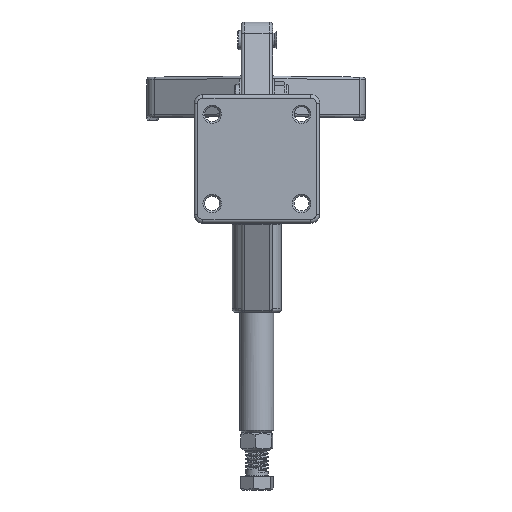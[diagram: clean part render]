
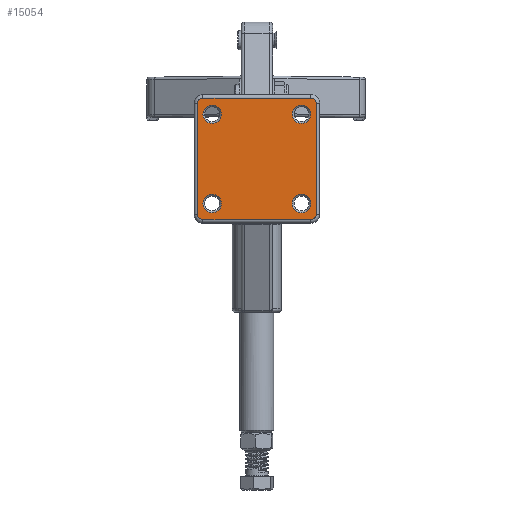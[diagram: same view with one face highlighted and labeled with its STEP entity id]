
A CAD part, front view. The second image highlights one B-rep face of the part: STEP entity #15054.
In plain terms, the highlighted planar face has unit normal (0, -1, 0).
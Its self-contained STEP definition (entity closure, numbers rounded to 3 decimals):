
#112 = CARTESIAN_POINT ( 'NONE',  ( -35.7, 0., 73.2 ) ) ;
#347 = CARTESIAN_POINT ( 'NONE',  ( -33.7, 0., 68.2 ) ) ;
#667 = CARTESIAN_POINT ( 'NONE',  ( 25.4, 0., 11.2 ) ) ;
#809 = AXIS2_PLACEMENT_3D ( 'NONE', #58437, #22872, #64405 ) ;
#1295 = CARTESIAN_POINT ( 'NONE',  ( 30.7, 0., 71.2 ) ) ;
#2920 = CIRCLE ( 'NONE', #31243, 5.25 ) ;
#3558 = DIRECTION ( 'NONE',  ( 0., 1., 0. ) ) ;
#5759 = DIRECTION ( 'NONE',  ( 0., -1., 0. ) ) ;
#6050 = DIRECTION ( 'NONE',  ( 0., 0., 1. ) ) ;
#6544 = FACE_BOUND ( 'NONE', #30083, .T. ) ;
#6606 = DIRECTION ( 'NONE',  ( 0., 0., 1. ) ) ;
#6928 = VERTEX_POINT ( 'NONE', #34641 ) ;
#7052 = DIRECTION ( 'NONE',  ( 0., 1., 0. ) ) ;
#7844 = EDGE_CURVE ( 'NONE', #11543, #44391, #19481, .T. ) ;
#9136 = CARTESIAN_POINT ( 'NONE',  ( 25.4, 0., 67.25 ) ) ;
#9610 = CARTESIAN_POINT ( 'NONE',  ( -30.7, 0., 5. ) ) ;
#10383 = CARTESIAN_POINT ( 'NONE',  ( -25.4, 0., 67.25 ) ) ;
#10541 = LINE ( 'NONE', #60926, #26465 ) ;
#10883 = EDGE_CURVE ( 'NONE', #21457, #70798, #14471, .T. ) ;
#11401 = CARTESIAN_POINT ( 'NONE',  ( -25.4, 0., 16.45 ) ) ;
#11543 = VERTEX_POINT ( 'NONE', #36993 ) ;
#12481 = ORIENTED_EDGE ( 'NONE', *, *, #23863, .T. ) ;
#12547 = DIRECTION ( 'NONE',  ( 0., -1., 0. ) ) ;
#13252 = EDGE_CURVE ( 'NONE', #39388, #69966, #60734, .T. ) ;
#13425 = CARTESIAN_POINT ( 'NONE',  ( -25.4, 0., 11.2 ) ) ;
#13609 = DIRECTION ( 'NONE',  ( 1., 0., 0. ) ) ;
#14471 = CIRCLE ( 'NONE', #38078, 5.25 ) ;
#14578 = EDGE_LOOP ( 'NONE', ( #45016, #46499 ) ) ;
#14685 = CARTESIAN_POINT ( 'NONE',  ( -30.7, 0., 68.2 ) ) ;
#14716 = DIRECTION ( 'NONE',  ( 0., 1., 0. ) ) ;
#15054 = ADVANCED_FACE ( 'NONE', ( #6544, #67955, #36395, #22416, #20547 ), #23849, .F. ) ;
#15607 = DIRECTION ( 'NONE',  ( 0., 0., 1. ) ) ;
#17293 = EDGE_CURVE ( 'NONE', #37225, #6928, #67404, .T. ) ;
#18094 = ORIENTED_EDGE ( 'NONE', *, *, #32621, .T. ) ;
#18323 = AXIS2_PLACEMENT_3D ( 'NONE', #32841, #74346, #38824 ) ;
#18916 = ORIENTED_EDGE ( 'NONE', *, *, #38610, .T. ) ;
#19175 = EDGE_CURVE ( 'NONE', #41322, #11543, #72755, .T. ) ;
#19419 = DIRECTION ( 'NONE',  ( 0., 0., 1. ) ) ;
#19481 = CIRCLE ( 'NONE', #22439, 3. ) ;
#20268 = AXIS2_PLACEMENT_3D ( 'NONE', #50345, #14716, #56314 ) ;
#20547 = FACE_OUTER_BOUND ( 'NONE', #70971, .T. ) ;
#20658 = CARTESIAN_POINT ( 'NONE',  ( 25.4, 0., 5.95 ) ) ;
#20681 = DIRECTION ( 'NONE',  ( 0., 0., 1. ) ) ;
#21178 = ORIENTED_EDGE ( 'NONE', *, *, #13252, .T. ) ;
#21243 = CARTESIAN_POINT ( 'NONE',  ( 25.4, 0., 56.75 ) ) ;
#21457 = VERTEX_POINT ( 'NONE', #36643 ) ;
#21892 = ORIENTED_EDGE ( 'NONE', *, *, #49852, .T. ) ;
#22416 = FACE_BOUND ( 'NONE', #63592, .T. ) ;
#22439 = AXIS2_PLACEMENT_3D ( 'NONE', #14685, #56279, #20681 ) ;
#22872 = DIRECTION ( 'NONE',  ( 0., 1., 0. ) ) ;
#23388 = CARTESIAN_POINT ( 'NONE',  ( 25.4, 0., 62. ) ) ;
#23461 = CARTESIAN_POINT ( 'NONE',  ( 33.7, 0., 73.2 ) ) ;
#23849 = PLANE ( 'NONE',  #69114 ) ;
#23863 = EDGE_CURVE ( 'NONE', #45844, #30623, #68540, .T. ) ;
#24434 = AXIS2_PLACEMENT_3D ( 'NONE', #42741, #7052, #48688 ) ;
#24595 = VECTOR ( 'NONE', #13609, 1000. ) ;
#24696 = CIRCLE ( 'NONE', #61349, 5.25 ) ;
#25392 = DIRECTION ( 'NONE',  ( 0., 0., -1. ) ) ;
#26400 = EDGE_CURVE ( 'NONE', #56703, #74623, #2920, .T. ) ;
#26465 = VECTOR ( 'NONE', #25392, 1000. ) ;
#26903 = EDGE_CURVE ( 'NONE', #6928, #37225, #59674, .T. ) ;
#27321 = EDGE_LOOP ( 'NONE', ( #21178, #18094 ) ) ;
#28619 = VECTOR ( 'NONE', #59011, 1000. ) ;
#29399 = DIRECTION ( 'NONE',  ( 0., 0., 1. ) ) ;
#29451 = EDGE_CURVE ( 'NONE', #70798, #21457, #77023, .T. ) ;
#30083 = EDGE_LOOP ( 'NONE', ( #56269, #61775 ) ) ;
#30623 = VERTEX_POINT ( 'NONE', #37862 ) ;
#31137 = CARTESIAN_POINT ( 'NONE',  ( 30.7, 0., 2. ) ) ;
#31243 = AXIS2_PLACEMENT_3D ( 'NONE', #39285, #3558, #45221 ) ;
#31744 = EDGE_CURVE ( 'NONE', #55885, #33137, #47988, .T. ) ;
#32621 = EDGE_CURVE ( 'NONE', #69966, #39388, #24696, .T. ) ;
#32841 = CARTESIAN_POINT ( 'NONE',  ( -25.4, 0., 62. ) ) ;
#33137 = VERTEX_POINT ( 'NONE', #65951 ) ;
#34641 = CARTESIAN_POINT ( 'NONE',  ( -25.4, 0., 56.75 ) ) ;
#34990 = DIRECTION ( 'NONE',  ( -1., 0., 0. ) ) ;
#36395 = FACE_BOUND ( 'NONE', #27321, .T. ) ;
#36643 = CARTESIAN_POINT ( 'NONE',  ( 25.4, 0., 16.45 ) ) ;
#36993 = CARTESIAN_POINT ( 'NONE',  ( -30.7, 0., 71.2 ) ) ;
#37225 = VERTEX_POINT ( 'NONE', #10383 ) ;
#37615 = AXIS2_PLACEMENT_3D ( 'NONE', #41450, #5759, #47409 ) ;
#37862 = CARTESIAN_POINT ( 'NONE',  ( 33.7, 0., 5. ) ) ;
#38078 = AXIS2_PLACEMENT_3D ( 'NONE', #667, #42303, #6606 ) ;
#38610 = EDGE_CURVE ( 'NONE', #65101, #41322, #41055, .T. ) ;
#38824 = DIRECTION ( 'NONE',  ( 0., 0., 1. ) ) ;
#39285 = CARTESIAN_POINT ( 'NONE',  ( 25.4, 0., 62. ) ) ;
#39388 = VERTEX_POINT ( 'NONE', #53939 ) ;
#41055 = CIRCLE ( 'NONE', #60850, 3. ) ;
#41322 = VERTEX_POINT ( 'NONE', #1295 ) ;
#41450 = CARTESIAN_POINT ( 'NONE',  ( 30.7, 0., 5. ) ) ;
#41746 = DIRECTION ( 'NONE',  ( 0., 1., 0. ) ) ;
#42303 = DIRECTION ( 'NONE',  ( 0., 1., 0. ) ) ;
#42741 = CARTESIAN_POINT ( 'NONE',  ( 25.4, 0., 11.2 ) ) ;
#43630 = CIRCLE ( 'NONE', #46086, 5.25 ) ;
#43879 = ORIENTED_EDGE ( 'NONE', *, *, #26903, .T. ) ;
#44368 = LINE ( 'NONE', #23461, #28619 ) ;
#44391 = VERTEX_POINT ( 'NONE', #347 ) ;
#45016 = ORIENTED_EDGE ( 'NONE', *, *, #29451, .T. ) ;
#45221 = DIRECTION ( 'NONE',  ( 0., 0., 1. ) ) ;
#45844 = VERTEX_POINT ( 'NONE', #31137 ) ;
#46086 = AXIS2_PLACEMENT_3D ( 'NONE', #23388, #64926, #29399 ) ;
#46499 = ORIENTED_EDGE ( 'NONE', *, *, #10883, .T. ) ;
#46758 = CARTESIAN_POINT ( 'NONE',  ( 33.7, 0., 68.2 ) ) ;
#47409 = DIRECTION ( 'NONE',  ( 0., 0., 1. ) ) ;
#47988 = CIRCLE ( 'NONE', #61795, 3. ) ;
#48176 = CARTESIAN_POINT ( 'NONE',  ( 30.7, 0., 68.2 ) ) ;
#48312 = ORIENTED_EDGE ( 'NONE', *, *, #31744, .T. ) ;
#48688 = DIRECTION ( 'NONE',  ( 0., 0., 1. ) ) ;
#48716 = CARTESIAN_POINT ( 'NONE',  ( 30.7, 0., 2. ) ) ;
#49852 = EDGE_CURVE ( 'NONE', #30623, #65101, #44368, .T. ) ;
#50345 = CARTESIAN_POINT ( 'NONE',  ( -25.4, 0., 62. ) ) ;
#50554 = ORIENTED_EDGE ( 'NONE', *, *, #7844, .T. ) ;
#51239 = DIRECTION ( 'NONE',  ( 0., -1., 0. ) ) ;
#53939 = CARTESIAN_POINT ( 'NONE',  ( -25.4, 0., 5.95 ) ) ;
#54158 = DIRECTION ( 'NONE',  ( 0., 0., 1. ) ) ;
#54589 = ORIENTED_EDGE ( 'NONE', *, *, #17293, .T. ) ;
#55036 = DIRECTION ( 'NONE',  ( 0., 1., 0. ) ) ;
#55885 = VERTEX_POINT ( 'NONE', #65530 ) ;
#56150 = LINE ( 'NONE', #48716, #24595 ) ;
#56269 = ORIENTED_EDGE ( 'NONE', *, *, #26400, .T. ) ;
#56279 = DIRECTION ( 'NONE',  ( 0., -1., 0. ) ) ;
#56314 = DIRECTION ( 'NONE',  ( 0., 0., 1. ) ) ;
#56703 = VERTEX_POINT ( 'NONE', #21243 ) ;
#56952 = VECTOR ( 'NONE', #34990, 1000. ) ;
#57871 = EDGE_CURVE ( 'NONE', #44391, #55885, #10541, .T. ) ;
#57908 = EDGE_CURVE ( 'NONE', #33137, #45844, #56150, .T. ) ;
#58437 = CARTESIAN_POINT ( 'NONE',  ( -25.4, 0., 11.2 ) ) ;
#58598 = ORIENTED_EDGE ( 'NONE', *, *, #57871, .T. ) ;
#59011 = DIRECTION ( 'NONE',  ( 0., 0., 1. ) ) ;
#59674 = CIRCLE ( 'NONE', #20268, 5.25 ) ;
#60734 = CIRCLE ( 'NONE', #809, 5.25 ) ;
#60850 = AXIS2_PLACEMENT_3D ( 'NONE', #48176, #12547, #54158 ) ;
#60926 = CARTESIAN_POINT ( 'NONE',  ( -33.7, 0., 73.2 ) ) ;
#61349 = AXIS2_PLACEMENT_3D ( 'NONE', #13425, #55036, #19419 ) ;
#61775 = ORIENTED_EDGE ( 'NONE', *, *, #75410, .T. ) ;
#61795 = AXIS2_PLACEMENT_3D ( 'NONE', #9610, #51239, #15607 ) ;
#63592 = EDGE_LOOP ( 'NONE', ( #43879, #54589 ) ) ;
#64405 = DIRECTION ( 'NONE',  ( 0., 0., 1. ) ) ;
#64926 = DIRECTION ( 'NONE',  ( 0., 1., 0. ) ) ;
#65101 = VERTEX_POINT ( 'NONE', #46758 ) ;
#65530 = CARTESIAN_POINT ( 'NONE',  ( -33.7, 0., 5. ) ) ;
#65951 = CARTESIAN_POINT ( 'NONE',  ( -30.7, 0., 2. ) ) ;
#67404 = CIRCLE ( 'NONE', #18323, 5.25 ) ;
#67955 = FACE_BOUND ( 'NONE', #14578, .T. ) ;
#68540 = CIRCLE ( 'NONE', #37615, 3. ) ;
#69114 = AXIS2_PLACEMENT_3D ( 'NONE', #112, #41746, #6050 ) ;
#69966 = VERTEX_POINT ( 'NONE', #11401 ) ;
#70532 = CARTESIAN_POINT ( 'NONE',  ( -35.7, 0., 71.2 ) ) ;
#70798 = VERTEX_POINT ( 'NONE', #20658 ) ;
#70971 = EDGE_LOOP ( 'NONE', ( #76487, #50554, #58598, #48312, #72969, #12481, #21892, #18916 ) ) ;
#72755 = LINE ( 'NONE', #70532, #56952 ) ;
#72969 = ORIENTED_EDGE ( 'NONE', *, *, #57908, .T. ) ;
#74346 = DIRECTION ( 'NONE',  ( 0., 1., 0. ) ) ;
#74623 = VERTEX_POINT ( 'NONE', #9136 ) ;
#75410 = EDGE_CURVE ( 'NONE', #74623, #56703, #43630, .T. ) ;
#76487 = ORIENTED_EDGE ( 'NONE', *, *, #19175, .T. ) ;
#77023 = CIRCLE ( 'NONE', #24434, 5.25 ) ;
